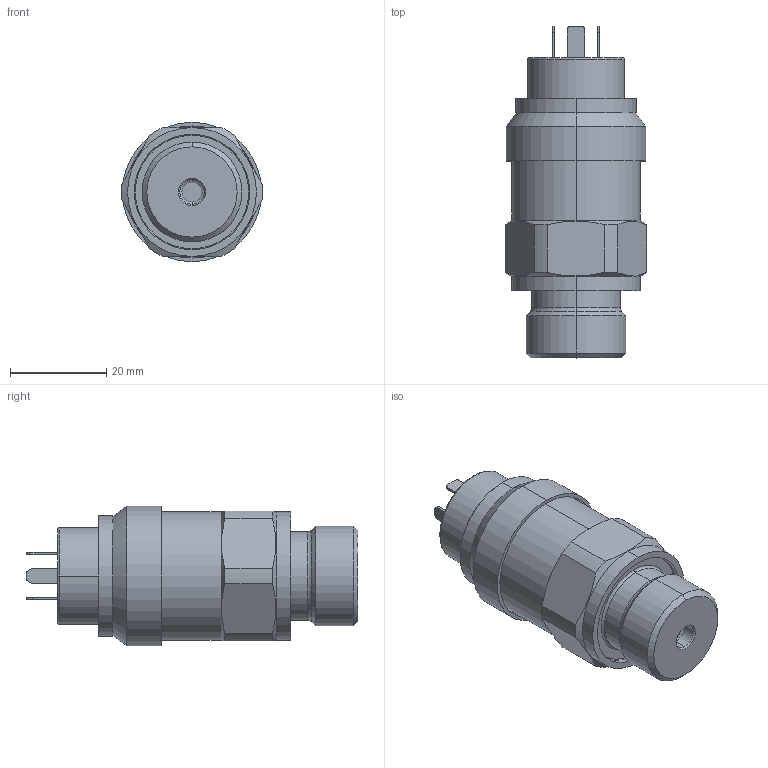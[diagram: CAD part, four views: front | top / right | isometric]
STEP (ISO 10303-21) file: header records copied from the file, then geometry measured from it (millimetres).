
FILE_DESCRIPTION (( 'STEP AP214' ), '1' );
FILE_NAME ('847X.XX.XX.41.01.STEP', '2017-06-26T12:23:41', ( 'upgadmin' ), ( 'Hewlett-Packard Company' ), 'SwSTEP 2.0', 'SolidWorks 2016', '' );
FILE_SCHEMA (( 'AUTOMOTIVE_DESIGN' ));
Length unit declared in the file: millimetre
Products named in the file (9): C24031_C24031; C26002_defeatured; Mini-DIN; K71013; C24031; 847X.XX.XX.41.01; K71013_K71013
Assembly tree (4 placements, depth 2):
  Mini-DIN
  K71013
  C24031
  C26002_defeatured
  847X.XX.XX.41.01
    C26002_defeatured
    C24031_C24031
    K71013_K71013
    Mini-DIN
Bounding box: 29.48 x 69.1 x 29 mm (x, y, z)
Volume: 29602.2 mm3; surface area: 10849.1 mm2
Topology: 4 solids, 4 shells, 209 faces, 484 edges, 304 vertices
Faces by surface type: plane 80, cylinder 58, cone 24, torus 24, bspline 23
Entity records: 8068 total; most frequent: CARTESIAN_POINT 2644, DIRECTION 986, ORIENTED_EDGE 968, EDGE_CURVE 484, AXIS2_PLACEMENT_3D 370, VERTEX_POINT 304, VECTOR 246, LINE 246
